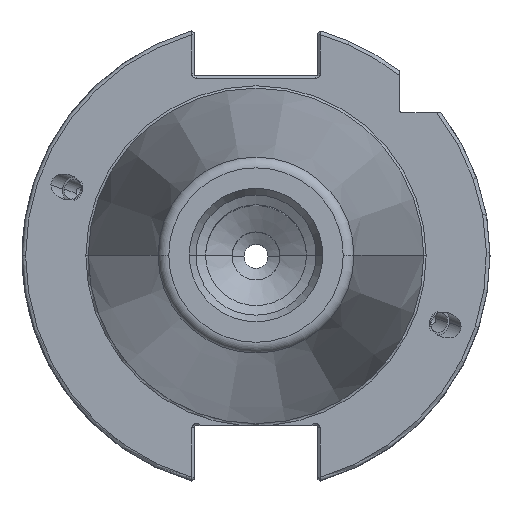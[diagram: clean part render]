
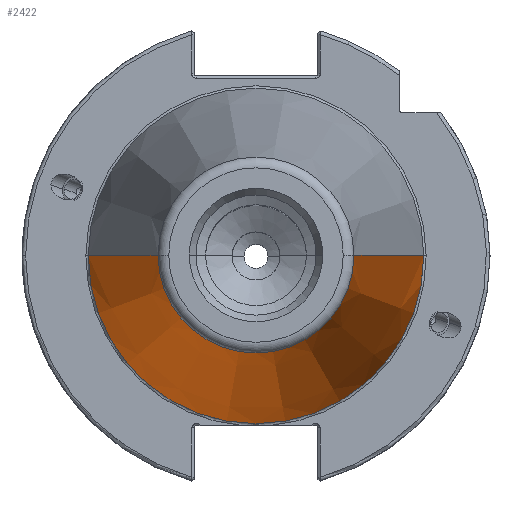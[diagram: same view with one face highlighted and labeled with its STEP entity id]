
A CAD part, top view. The second image highlights one B-rep face of the part: STEP entity #2422.
In plain terms, the highlighted conical face has half-angle 8.297 degrees and reference radius 20.108 mm.
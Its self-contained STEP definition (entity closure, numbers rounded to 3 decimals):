
#522 = EDGE_CURVE ( 'NONE', #887, #6503, #7096, .T. ) ;
#589 = CONICAL_SURFACE ( 'NONE', #4853, 20.108, 0.145 ) ;
#759 = DIRECTION ( 'NONE',  ( -0.144, 0., -0.99 ) ) ;
#887 = VERTEX_POINT ( 'NONE', #8593 ) ;
#893 = EDGE_CURVE ( 'NONE', #7577, #991, #5649, .T. ) ;
#991 = VERTEX_POINT ( 'NONE', #1130 ) ;
#1130 = CARTESIAN_POINT ( 'NONE',  ( -34.925, 0., 0. ) ) ;
#1231 = CARTESIAN_POINT ( 'NONE',  ( 0., 0., 101.6 ) ) ;
#1250 = CARTESIAN_POINT ( 'NONE',  ( -20.108, 0., 101.6 ) ) ;
#1299 = CARTESIAN_POINT ( 'NONE',  ( 0., 0., 99.675 ) ) ;
#1312 = DIRECTION ( 'NONE',  ( 0., 0., -1. ) ) ;
#1431 = DIRECTION ( 'NONE',  ( 1., 0., 0. ) ) ;
#1443 = DIRECTION ( 'NONE',  ( -1., 0., 0. ) ) ;
#1500 = VECTOR ( 'NONE', #759, 1000. ) ;
#1666 = CARTESIAN_POINT ( 'NONE',  ( 0., 0., 0. ) ) ;
#1787 = DIRECTION ( 'NONE',  ( 0., 0., -1. ) ) ;
#2387 = CARTESIAN_POINT ( 'NONE',  ( 20.108, 0., 101.6 ) ) ;
#2422 = ADVANCED_FACE ( 'NONE', ( #6828 ), #589, .T. ) ;
#2721 = DIRECTION ( 'NONE',  ( 0., 0., -1. ) ) ;
#2991 = CARTESIAN_POINT ( 'NONE',  ( -20.389, 0., 99.675 ) ) ;
#3326 = VECTOR ( 'NONE', #3786, 1000. ) ;
#3344 = LINE ( 'NONE', #1250, #1500 ) ;
#3786 = DIRECTION ( 'NONE',  ( 0.144, 0., -0.99 ) ) ;
#4617 = AXIS2_PLACEMENT_3D ( 'NONE', #1299, #2721, #1431 ) ;
#4651 = ORIENTED_EDGE ( 'NONE', *, *, #893, .F. ) ;
#4853 = AXIS2_PLACEMENT_3D ( 'NONE', #1231, #1312, #1443 ) ;
#5384 = LINE ( 'NONE', #2387, #3326 ) ;
#5649 = CIRCLE ( 'NONE', #8751, 34.925 ) ;
#6119 = CARTESIAN_POINT ( 'NONE',  ( 34.925, 0., 0. ) ) ;
#6198 = EDGE_LOOP ( 'NONE', ( #7359, #6942, #6516, #4651 ) ) ;
#6503 = VERTEX_POINT ( 'NONE', #2991 ) ;
#6516 = ORIENTED_EDGE ( 'NONE', *, *, #6958, .T. ) ;
#6828 = FACE_OUTER_BOUND ( 'NONE', #6198, .T. ) ;
#6942 = ORIENTED_EDGE ( 'NONE', *, *, #522, .T. ) ;
#6958 = EDGE_CURVE ( 'NONE', #6503, #991, #3344, .T. ) ;
#7096 = CIRCLE ( 'NONE', #4617, 20.389 ) ;
#7226 = DIRECTION ( 'NONE',  ( -1., 0., 0. ) ) ;
#7359 = ORIENTED_EDGE ( 'NONE', *, *, #8290, .F. ) ;
#7577 = VERTEX_POINT ( 'NONE', #6119 ) ;
#8290 = EDGE_CURVE ( 'NONE', #887, #7577, #5384, .T. ) ;
#8593 = CARTESIAN_POINT ( 'NONE',  ( 20.389, 0., 99.675 ) ) ;
#8751 = AXIS2_PLACEMENT_3D ( 'NONE', #1666, #1787, #7226 ) ;
